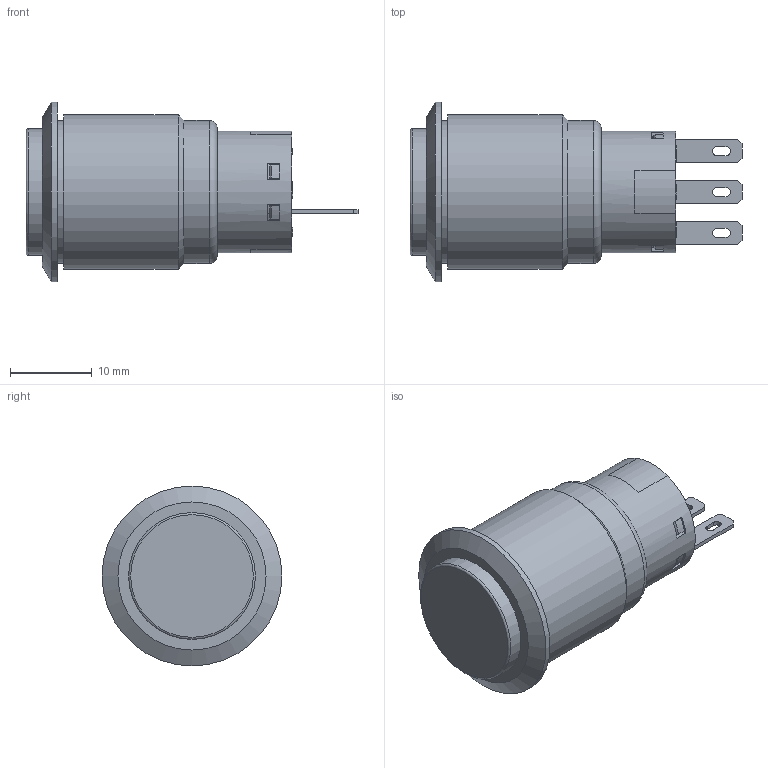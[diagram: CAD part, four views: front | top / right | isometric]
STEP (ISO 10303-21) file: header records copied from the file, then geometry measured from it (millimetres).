
FILE_DESCRIPTION(/* description */ (''),/* implementation_level */ '2;1');
FILE_NAME(/* name */ 'PV4H230xx.stp',/* time_stamp */ '2025-12-22T18:44:07-06:00',/* author */ ('jmeyers'),/* organization */ (''),/* preprocessor_version */ 'ST-DEVELOPER v18.1',/* originating_system */ 'Autodesk Inventor 2022',/* authorisation */ '');
FILE_SCHEMA (('AUTOMOTIVE_DESIGN { 1 0 10303 214 3 1 1 }'));
Length unit declared in the file: inch
Products named in the file (1): Part107
Bounding box: 40.6 x 22 x 22 mm (x, y, z)
Volume: 4385.6 mm3; surface area: 4176.3 mm2
Topology: 3 solids, 4 shells, 210 faces, 545 edges, 361 vertices
Faces by surface type: plane 144, cylinder 31, bspline 27, cone 6, torus 2
Full cylindrical faces by diameter (mm): 14.7 x1, 14.9 x1, 15 x1, 15.5 x2, 17.5 x2, 18.9 x1, 22 x1
Entity records: 6609 total; most frequent: CARTESIAN_POINT 1492, ORIENTED_EDGE 1090, DIRECTION 948, EDGE_CURVE 545, LINE 386, VECTOR 386, VERTEX_POINT 361, AXIS2_PLACEMENT_3D 281
